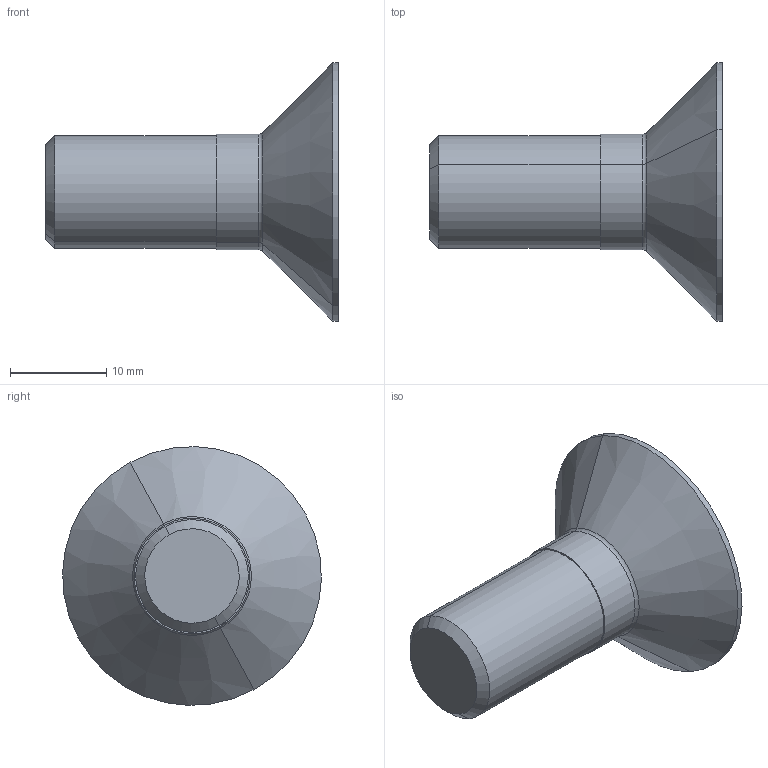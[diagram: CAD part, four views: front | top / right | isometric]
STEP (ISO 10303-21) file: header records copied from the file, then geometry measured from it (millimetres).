
FILE_DESCRIPTION(('CATIA V5 STEP Exchange'),'2;1');
FILE_NAME('RDVS300.M12.stp','2017-03-17T21:28:14+00:00',('none'),('none'),'CATIA Version 5 Release 19 GA (IN-10)','CATIA V5 STEP AP203','none');
FILE_SCHEMA(('CONFIG_CONTROL_DESIGN'));
Length unit declared in the file: millimetre
Products named in the file (1): RDVS300.M12
Bounding box: 30.42 x 26.87 x 26.87 mm (x, y, z)
Volume: 4771.9 mm3; surface area: 2312.2 mm2
Topology: 1 solids, 1 shells, 23 faces, 52 edges, 31 vertices
Faces by surface type: plane 9, cone 6, cylinder 6, torus 2
Entity records: 648 total; most frequent: CARTESIAN_POINT 143, ORIENTED_EDGE 100, DIRECTION 76, EDGE_CURVE 50, AXIS2_PLACEMENT_3D 36, VERTEX_POINT 31, EDGE_LOOP 25, VECTOR 24
